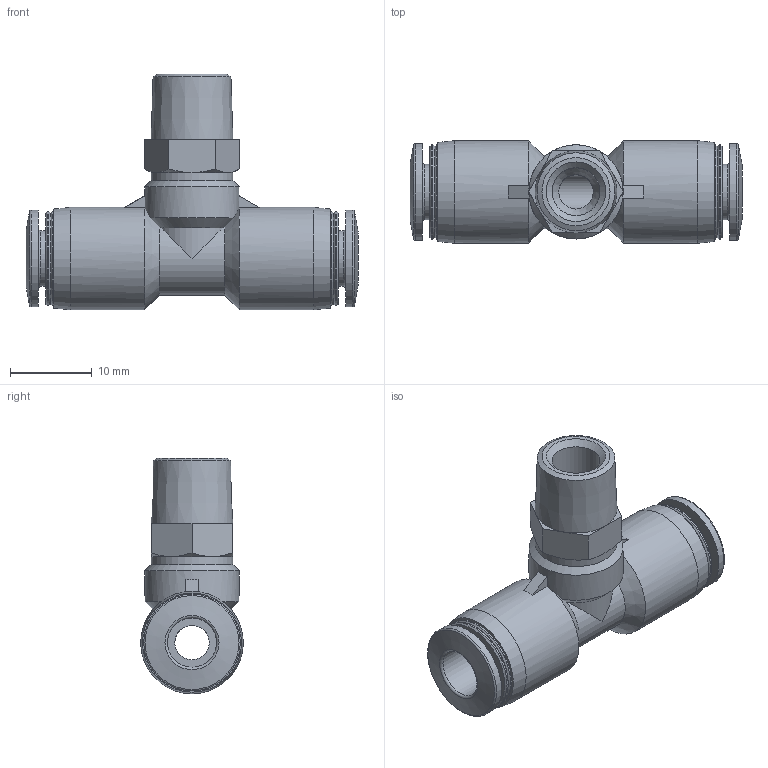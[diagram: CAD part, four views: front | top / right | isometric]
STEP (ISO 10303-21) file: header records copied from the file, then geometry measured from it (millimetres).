
FILE_DESCRIPTION(/* description */ ('STEP AP214'),/* implementation_level */ '2;1');
FILE_NAME(/* name */ '130794_QST-1_8-6-100',/* time_stamp */ '2024-09-14T16:28:24+02:00',/* author */ ('License CC BY-ND 4.0'),/* organization */ ('CADENAS'),/* preprocessor_version */ 'ST-DEVELOPER v19.3',/* originating_system */ 'PARTsolutions',/* authorisation */ ' ');
FILE_SCHEMA (('AUTOMOTIVE_DESIGN {1 0 10303 214 3 1 1}'));
Length unit declared in the file: millimetre
Products named in the file (1): 130794 QST-1/8-6-100
Bounding box: 40.5 x 12.5 x 28.75 mm (x, y, z)
Volume: 4208.2 mm3; surface area: 3564.1 mm2
Topology: 1 solids, 1 shells, 73 faces, 165 edges, 101 vertices
Faces by surface type: cone 25, plane 22, cylinder 20, torus 6
Full cylindrical faces by diameter (mm): 4.2 x2, 5.837 x1, 6 x2, 6.8 x2, 10 x1, 11.5 x5, 11.8 x2, 12.5 x2
Entity records: 2360 total; most frequent: CARTESIAN_POINT 374, DIRECTION 310, ORIENTED_EDGE 242, AXIS2_PLACEMENT_3D 143, EDGE_LOOP 122, FACE_BOUND 122, EDGE_CURVE 121, VERTEX_POINT 95
